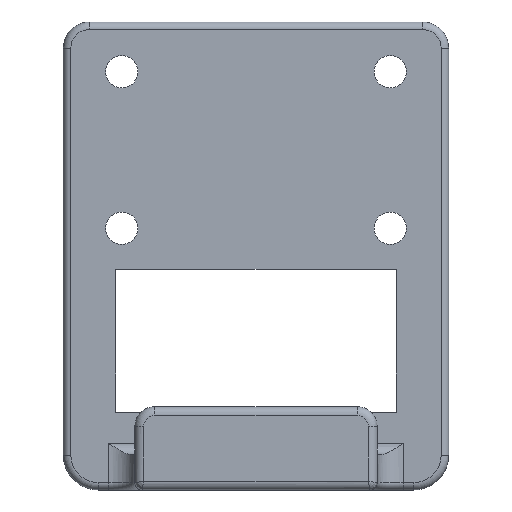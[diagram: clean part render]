
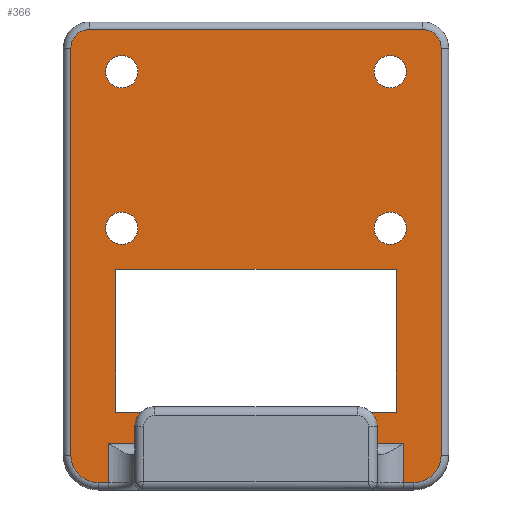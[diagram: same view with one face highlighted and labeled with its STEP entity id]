
A CAD part, front view. The second image highlights one B-rep face of the part: STEP entity #366.
In plain terms, the highlighted planar face has unit normal (0, -1, 0).
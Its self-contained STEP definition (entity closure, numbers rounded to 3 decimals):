
#181=CARTESIAN_POINT('',(35.254,15.245,16.5));
#182=DIRECTION('',(0.,1.,0.));
#183=DIRECTION('',(0.,0.,1.));
#184=AXIS2_PLACEMENT_3D('',#181,#182,#183);
#185=PLANE('',#184);
#186=CARTESIAN_POINT('',(28.204,15.245,22.903));
#187=VERTEX_POINT('',#186);
#188=CARTESIAN_POINT('',(28.204,15.245,24.203));
#189=DIRECTION('',(0.,-1.,0.));
#190=DIRECTION('',(0.,0.,-1.));
#191=AXIS2_PLACEMENT_3D('',#188,#189,#190);
#192=CIRCLE('',#191,1.3);
#193=EDGE_CURVE('',#187,#187,#192,.T.);
#194=ORIENTED_EDGE('',*,*,#193,.F.);
#195=EDGE_LOOP('',(#194));
#196=FACE_BOUND('',#195,.T.);
#197=CARTESIAN_POINT('',(28.204,15.245,35.503));
#198=VERTEX_POINT('',#197);
#199=CARTESIAN_POINT('',(28.204,15.245,36.803));
#200=DIRECTION('',(0.,-1.,0.));
#201=DIRECTION('',(0.,0.,-1.));
#202=AXIS2_PLACEMENT_3D('',#199,#200,#201);
#203=CIRCLE('',#202,1.3);
#204=EDGE_CURVE('',#198,#198,#203,.T.);
#205=ORIENTED_EDGE('',*,*,#204,.F.);
#206=EDGE_LOOP('',(#205));
#207=FACE_BOUND('',#206,.T.);
#208=CARTESIAN_POINT('',(49.804,15.245,22.903));
#209=VERTEX_POINT('',#208);
#210=CARTESIAN_POINT('',(49.804,15.245,24.203));
#211=DIRECTION('',(0.,-1.,0.));
#212=DIRECTION('',(0.,0.,-1.));
#213=AXIS2_PLACEMENT_3D('',#210,#211,#212);
#214=CIRCLE('',#213,1.3);
#215=EDGE_CURVE('',#209,#209,#214,.T.);
#216=ORIENTED_EDGE('',*,*,#215,.F.);
#217=EDGE_LOOP('',(#216));
#218=FACE_BOUND('',#217,.T.);
#219=CARTESIAN_POINT('',(49.804,15.245,35.503));
#220=VERTEX_POINT('',#219);
#221=CARTESIAN_POINT('',(49.804,15.245,36.803));
#222=DIRECTION('',(0.,-1.,0.));
#223=DIRECTION('',(0.,0.,-1.));
#224=AXIS2_PLACEMENT_3D('',#221,#222,#223);
#225=CIRCLE('',#224,1.3);
#226=EDGE_CURVE('',#220,#220,#225,.T.);
#227=ORIENTED_EDGE('',*,*,#226,.F.);
#228=EDGE_LOOP('',(#227));
#229=FACE_BOUND('',#228,.T.);
#230=CARTESIAN_POINT('',(50.854,15.245,6.9));
#231=VERTEX_POINT('',#230);
#232=CARTESIAN_POINT('',(50.854,15.245,3.744));
#233=VERTEX_POINT('',#232);
#234=CARTESIAN_POINT('',(50.854,15.245,6.9));
#235=DIRECTION('',(0.,0.,-1.));
#236=VECTOR('',#235,3.156);
#237=LINE('',#234,#236);
#238=EDGE_CURVE('',#231,#233,#237,.T.);
#239=ORIENTED_EDGE('',*,*,#238,.T.);
#240=CARTESIAN_POINT('',(51.704,15.245,3.744));
#241=VERTEX_POINT('',#240);
#242=CARTESIAN_POINT('',(50.854,15.245,3.744));
#243=DIRECTION('',(1.,-0.,-0.));
#244=VECTOR('',#243,0.85);
#245=LINE('',#242,#244);
#246=EDGE_CURVE('',#233,#241,#245,.T.);
#247=ORIENTED_EDGE('',*,*,#246,.T.);
#248=CARTESIAN_POINT('',(53.904,15.245,5.944));
#249=VERTEX_POINT('',#248);
#250=CARTESIAN_POINT('',(51.704,15.245,5.944));
#251=DIRECTION('',(-0.,-1.,-0.));
#252=DIRECTION('',(0.,-0.,1.));
#253=AXIS2_PLACEMENT_3D('',#250,#251,#252);
#254=CIRCLE('',#253,2.2);
#255=EDGE_CURVE('',#241,#249,#254,.T.);
#256=ORIENTED_EDGE('',*,*,#255,.T.);
#257=CARTESIAN_POINT('',(53.904,15.245,38.7));
#258=VERTEX_POINT('',#257);
#259=CARTESIAN_POINT('',(53.904,15.245,5.944));
#260=DIRECTION('',(-0.,-0.,1.));
#261=VECTOR('',#260,32.756);
#262=LINE('',#259,#261);
#263=EDGE_CURVE('',#249,#258,#262,.T.);
#264=ORIENTED_EDGE('',*,*,#263,.T.);
#265=CARTESIAN_POINT('',(52.404,15.245,40.2));
#266=VERTEX_POINT('',#265);
#267=CARTESIAN_POINT('',(52.404,15.245,38.7));
#268=DIRECTION('',(-0.,-1.,-0.));
#269=DIRECTION('',(0.,-0.,1.));
#270=AXIS2_PLACEMENT_3D('',#267,#268,#269);
#271=CIRCLE('',#270,1.5);
#272=EDGE_CURVE('',#258,#266,#271,.T.);
#273=ORIENTED_EDGE('',*,*,#272,.T.);
#274=CARTESIAN_POINT('',(25.604,15.245,40.2));
#275=VERTEX_POINT('',#274);
#276=CARTESIAN_POINT('',(52.404,15.245,40.2));
#277=DIRECTION('',(-1.,-0.,0.));
#278=VECTOR('',#277,26.8);
#279=LINE('',#276,#278);
#280=EDGE_CURVE('',#266,#275,#279,.T.);
#281=ORIENTED_EDGE('',*,*,#280,.T.);
#282=CARTESIAN_POINT('',(24.104,15.245,38.7));
#283=VERTEX_POINT('',#282);
#284=CARTESIAN_POINT('',(25.604,15.245,38.7));
#285=DIRECTION('',(-0.,-1.,-0.));
#286=DIRECTION('',(0.,-0.,1.));
#287=AXIS2_PLACEMENT_3D('',#284,#285,#286);
#288=CIRCLE('',#287,1.5);
#289=EDGE_CURVE('',#275,#283,#288,.T.);
#290=ORIENTED_EDGE('',*,*,#289,.T.);
#291=CARTESIAN_POINT('',(24.104,15.245,5.944));
#292=VERTEX_POINT('',#291);
#293=CARTESIAN_POINT('',(24.104,15.245,38.7));
#294=DIRECTION('',(0.,0.,-1.));
#295=VECTOR('',#294,32.756);
#296=LINE('',#293,#295);
#297=EDGE_CURVE('',#283,#292,#296,.T.);
#298=ORIENTED_EDGE('',*,*,#297,.T.);
#299=CARTESIAN_POINT('',(26.304,15.245,3.744));
#300=VERTEX_POINT('',#299);
#301=CARTESIAN_POINT('',(26.304,15.245,5.944));
#302=DIRECTION('',(-0.,-1.,-0.));
#303=DIRECTION('',(0.,-0.,1.));
#304=AXIS2_PLACEMENT_3D('',#301,#302,#303);
#305=CIRCLE('',#304,2.2);
#306=EDGE_CURVE('',#292,#300,#305,.T.);
#307=ORIENTED_EDGE('',*,*,#306,.T.);
#308=CARTESIAN_POINT('',(27.154,15.245,3.744));
#309=VERTEX_POINT('',#308);
#310=CARTESIAN_POINT('',(26.304,15.245,3.744));
#311=DIRECTION('',(1.,-0.,-0.));
#312=VECTOR('',#311,0.85);
#313=LINE('',#310,#312);
#314=EDGE_CURVE('',#300,#309,#313,.T.);
#315=ORIENTED_EDGE('',*,*,#314,.T.);
#316=CARTESIAN_POINT('',(27.154,15.245,6.9));
#317=VERTEX_POINT('',#316);
#318=CARTESIAN_POINT('',(27.154,15.245,3.744));
#319=DIRECTION('',(-0.,-0.,1.));
#320=VECTOR('',#319,3.156);
#321=LINE('',#318,#320);
#322=EDGE_CURVE('',#309,#317,#321,.T.);
#323=ORIENTED_EDGE('',*,*,#322,.T.);
#324=CARTESIAN_POINT('',(27.154,15.245,6.9));
#325=DIRECTION('',(1.,0.,-0.));
#326=VECTOR('',#325,23.7);
#327=LINE('',#324,#326);
#328=EDGE_CURVE('',#317,#231,#327,.T.);
#329=ORIENTED_EDGE('',*,*,#328,.T.);
#330=EDGE_LOOP('',(#239,#247,#256,#264,#273,#281,#290,#298,#307,#315,#323,#329));
#331=FACE_BOUND('',#330,.T.);
#332=CARTESIAN_POINT('',(27.704,15.245,20.9));
#333=VERTEX_POINT('',#332);
#334=CARTESIAN_POINT('',(50.304,15.245,20.9));
#335=VERTEX_POINT('',#334);
#336=CARTESIAN_POINT('',(27.704,15.245,20.9));
#337=DIRECTION('',(1.,0.,-0.));
#338=VECTOR('',#337,22.6);
#339=LINE('',#336,#338);
#340=EDGE_CURVE('',#333,#335,#339,.T.);
#341=ORIENTED_EDGE('',*,*,#340,.T.);
#342=CARTESIAN_POINT('',(50.304,15.245,9.4));
#343=VERTEX_POINT('',#342);
#344=CARTESIAN_POINT('',(50.304,15.245,20.9));
#345=DIRECTION('',(0.,0.,-1.));
#346=VECTOR('',#345,11.5);
#347=LINE('',#344,#346);
#348=EDGE_CURVE('',#335,#343,#347,.T.);
#349=ORIENTED_EDGE('',*,*,#348,.T.);
#350=CARTESIAN_POINT('',(27.704,15.245,9.4));
#351=VERTEX_POINT('',#350);
#352=CARTESIAN_POINT('',(50.304,15.245,9.4));
#353=DIRECTION('',(-1.,0.,0.));
#354=VECTOR('',#353,22.6);
#355=LINE('',#352,#354);
#356=EDGE_CURVE('',#343,#351,#355,.T.);
#357=ORIENTED_EDGE('',*,*,#356,.T.);
#358=CARTESIAN_POINT('',(27.704,15.245,9.4));
#359=DIRECTION('',(0.,0.,1.));
#360=VECTOR('',#359,11.5);
#361=LINE('',#358,#360);
#362=EDGE_CURVE('',#351,#333,#361,.T.);
#363=ORIENTED_EDGE('',*,*,#362,.T.);
#364=EDGE_LOOP('',(#341,#349,#357,#363));
#365=FACE_BOUND('',#364,.T.);
#366=ADVANCED_FACE('',(#196,#207,#218,#229,#331,#365),#185,.F.);
